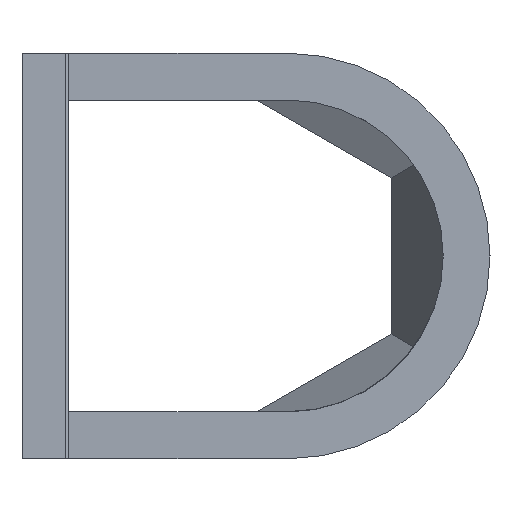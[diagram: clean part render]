
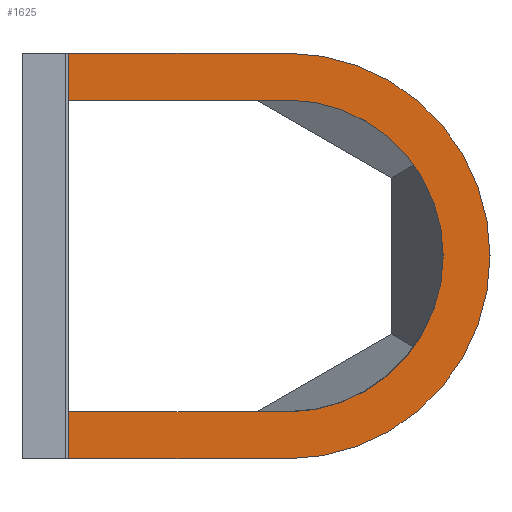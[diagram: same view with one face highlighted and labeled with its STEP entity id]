
A CAD part, left-side view. The second image highlights one B-rep face of the part: STEP entity #1625.
In plain terms, the highlighted planar face has unit normal (-1, 0, 0).
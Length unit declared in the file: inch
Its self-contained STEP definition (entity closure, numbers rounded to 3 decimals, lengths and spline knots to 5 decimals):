
#11 = DIRECTION ( 'NONE',  ( 1., 0., 0. ) ) ;
#37 = VERTEX_POINT ( 'NONE', #1919 ) ;
#39 = CARTESIAN_POINT ( 'NONE',  ( -20.5, 12., 5. ) ) ;
#152 = ORIENTED_EDGE ( 'NONE', *, *, #1733, .T. ) ;
#267 = EDGE_CURVE ( 'NONE', #2695, #37, #401, .T. ) ;
#329 = DIRECTION ( 'NONE',  ( 0., 0., 1. ) ) ;
#330 = EDGE_CURVE ( 'NONE', #467, #2851, #1528, .T. ) ;
#350 = ORIENTED_EDGE ( 'NONE', *, *, #330, .F. ) ;
#401 = LINE ( 'NONE', #1370, #1775 ) ;
#467 = VERTEX_POINT ( 'NONE', #711 ) ;
#482 = VERTEX_POINT ( 'NONE', #2984 ) ;
#500 = AXIS2_PLACEMENT_3D ( 'NONE', #1649, #11, #2646 ) ;
#506 = LINE ( 'NONE', #1044, #3149 ) ;
#507 = FACE_OUTER_BOUND ( 'NONE', #3088, .T. ) ;
#530 = DIRECTION ( 'NONE',  ( 0., -1., 0. ) ) ;
#564 = CARTESIAN_POINT ( 'NONE',  ( -20.5, 12., 6.5 ) ) ;
#677 = ORIENTED_EDGE ( 'NONE', *, *, #3208, .T. ) ;
#696 = EDGE_CURVE ( 'NONE', #1622, #37, #2310, .T. ) ;
#711 = CARTESIAN_POINT ( 'NONE',  ( -20.5, 12., 5. ) ) ;
#766 = DIRECTION ( 'NONE',  ( 1., 0., 0. ) ) ;
#790 = CIRCLE ( 'NONE', #2979, 5. ) ;
#793 = DIRECTION ( 'NONE',  ( 0., 1., 0. ) ) ;
#862 = CARTESIAN_POINT ( 'NONE',  ( -20.5, 5., 5. ) ) ;
#876 = DIRECTION ( 'NONE',  ( 0., -1., 0. ) ) ;
#932 = CARTESIAN_POINT ( 'NONE',  ( -20.5, 5., -5. ) ) ;
#959 = VECTOR ( 'NONE', #876, 39.37008 ) ;
#993 = EDGE_CURVE ( 'NONE', #482, #1221, #3207, .T. ) ;
#1035 = EDGE_CURVE ( 'NONE', #1221, #2695, #506, .T. ) ;
#1044 = CARTESIAN_POINT ( 'NONE',  ( -20.5, 5., -6.5 ) ) ;
#1046 = DIRECTION ( 'NONE',  ( 1., 0., 0. ) ) ;
#1138 = DIRECTION ( 'NONE',  ( 0., 1., 0. ) ) ;
#1186 = PLANE ( 'NONE',  #2806 ) ;
#1221 = VERTEX_POINT ( 'NONE', #2014 ) ;
#1246 = EDGE_CURVE ( 'NONE', #2851, #482, #1858, .T. ) ;
#1370 = CARTESIAN_POINT ( 'NONE',  ( -20.5, 12., 5. ) ) ;
#1383 = CARTESIAN_POINT ( 'NONE',  ( -20.5, 12., -6.5 ) ) ;
#1528 = LINE ( 'NONE', #1784, #1920 ) ;
#1603 = ORIENTED_EDGE ( 'NONE', *, *, #1246, .F. ) ;
#1622 = VERTEX_POINT ( 'NONE', #932 ) ;
#1625 = ADVANCED_FACE ( 'NONE', ( #507 ), #1186, .F. ) ;
#1649 = CARTESIAN_POINT ( 'NONE',  ( -20.5, 5., 0. ) ) ;
#1694 = DIRECTION ( 'NONE',  ( 0., 0., 1. ) ) ;
#1712 = ORIENTED_EDGE ( 'NONE', *, *, #1035, .F. ) ;
#1733 = EDGE_CURVE ( 'NONE', #2438, #1622, #790, .T. ) ;
#1775 = VECTOR ( 'NONE', #1694, 39.37008 ) ;
#1784 = CARTESIAN_POINT ( 'NONE',  ( -20.5, 12., 5. ) ) ;
#1858 = LINE ( 'NONE', #3148, #959 ) ;
#1919 = CARTESIAN_POINT ( 'NONE',  ( -20.5, 12., -5. ) ) ;
#1920 = VECTOR ( 'NONE', #329, 39.37008 ) ;
#2008 = DIRECTION ( 'NONE',  ( 0., 0., -1. ) ) ;
#2014 = CARTESIAN_POINT ( 'NONE',  ( -20.5, 5., -6.5 ) ) ;
#2253 = CARTESIAN_POINT ( 'NONE',  ( -20.5, 5., 0. ) ) ;
#2264 = LINE ( 'NONE', #39, #2660 ) ;
#2298 = CARTESIAN_POINT ( 'NONE',  ( -20.5, 5., 0. ) ) ;
#2310 = LINE ( 'NONE', #3077, #2336 ) ;
#2336 = VECTOR ( 'NONE', #1138, 39.37008 ) ;
#2438 = VERTEX_POINT ( 'NONE', #862 ) ;
#2509 = ORIENTED_EDGE ( 'NONE', *, *, #696, .T. ) ;
#2523 = ORIENTED_EDGE ( 'NONE', *, *, #993, .F. ) ;
#2646 = DIRECTION ( 'NONE',  ( 0., 0., -1. ) ) ;
#2660 = VECTOR ( 'NONE', #530, 39.37008 ) ;
#2695 = VERTEX_POINT ( 'NONE', #1383 ) ;
#2802 = DIRECTION ( 'NONE',  ( 0., 0., -1. ) ) ;
#2806 = AXIS2_PLACEMENT_3D ( 'NONE', #2298, #1046, #2008 ) ;
#2851 = VERTEX_POINT ( 'NONE', #564 ) ;
#2979 = AXIS2_PLACEMENT_3D ( 'NONE', #2253, #766, #2802 ) ;
#2984 = CARTESIAN_POINT ( 'NONE',  ( -20.5, 5., 6.5 ) ) ;
#3077 = CARTESIAN_POINT ( 'NONE',  ( -20.5, 5., -5. ) ) ;
#3088 = EDGE_LOOP ( 'NONE', ( #152, #2509, #3097, #1712, #2523, #1603, #350, #677 ) ) ;
#3097 = ORIENTED_EDGE ( 'NONE', *, *, #267, .F. ) ;
#3148 = CARTESIAN_POINT ( 'NONE',  ( -20.5, 12., 6.5 ) ) ;
#3149 = VECTOR ( 'NONE', #793, 39.37008 ) ;
#3207 = CIRCLE ( 'NONE', #500, 6.5 ) ;
#3208 = EDGE_CURVE ( 'NONE', #467, #2438, #2264, .T. ) ;
